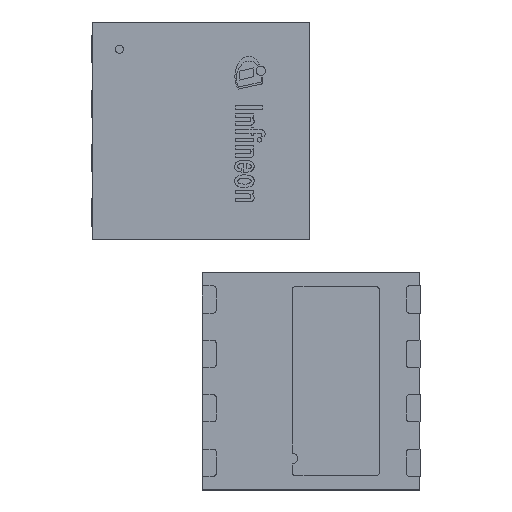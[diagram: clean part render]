
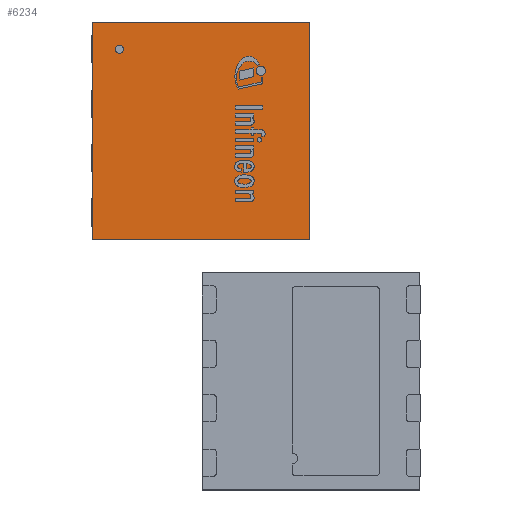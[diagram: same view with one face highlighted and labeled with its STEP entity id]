
A CAD part, top view. The second image highlights one B-rep face of the part: STEP entity #6234.
In plain terms, the highlighted planar face has unit normal (0, 0, 1).
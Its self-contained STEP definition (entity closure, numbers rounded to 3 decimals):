
#113=FACE_BOUND('',#849,.T.);
#262=CIRCLE('',#6708,0.15);
#458=FACE_OUTER_BOUND('',#848,.T.);
#848=EDGE_LOOP('',(#4450,#4451,#4452,#4453));
#849=EDGE_LOOP('',(#4454));
#1304=LINE('',#9073,#2020);
#1307=LINE('',#9079,#2023);
#1310=LINE('',#9085,#2026);
#1313=LINE('',#9089,#2029);
#2020=VECTOR('',#7433,1.);
#2023=VECTOR('',#7438,1.);
#2026=VECTOR('',#7443,1.);
#2029=VECTOR('',#7448,1.);
#2718=VERTEX_POINT('',#9062);
#2721=VERTEX_POINT('',#9070);
#2722=VERTEX_POINT('',#9072);
#2724=VERTEX_POINT('',#9078);
#2726=VERTEX_POINT('',#9084);
#3369=EDGE_CURVE('',#2718,#2718,#262,.T.);
#3372=EDGE_CURVE('',#2722,#2721,#1304,.T.);
#3375=EDGE_CURVE('',#2724,#2722,#1307,.T.);
#3378=EDGE_CURVE('',#2726,#2724,#1310,.T.);
#3381=EDGE_CURVE('',#2721,#2726,#1313,.T.);
#4450=ORIENTED_EDGE('',*,*,#3381,.T.);
#4451=ORIENTED_EDGE('',*,*,#3378,.T.);
#4452=ORIENTED_EDGE('',*,*,#3375,.T.);
#4453=ORIENTED_EDGE('',*,*,#3372,.T.);
#4454=ORIENTED_EDGE('',*,*,#3369,.T.);
#5906=PLANE('',#6715);
#6234=ADVANCED_FACE('',(#458,#113),#5906,.T.);
#6708=AXIS2_PLACEMENT_3D('',#9064,#7425,#7426);
#6715=AXIS2_PLACEMENT_3D('',#9091,#7451,#7452);
#7425=DIRECTION('center_axis',(0.,0.,-1.));
#7426=DIRECTION('ref_axis',(0.,1.,0.));
#7433=DIRECTION('',(0.,1.,0.));
#7438=DIRECTION('',(1.,0.,0.));
#7443=DIRECTION('',(0.,-1.,0.));
#7448=DIRECTION('',(-1.,0.,0.));
#7451=DIRECTION('center_axis',(0.,0.,1.));
#7452=DIRECTION('ref_axis',(0.,-1.,0.));
#9062=CARTESIAN_POINT('',(-2.99,2.85,1.35));
#9064=CARTESIAN_POINT('Origin',(-2.99,3.,1.35));
#9070=CARTESIAN_POINT('',(3.99,4.,1.35));
#9072=CARTESIAN_POINT('',(3.99,-4.,1.35));
#9073=CARTESIAN_POINT('',(3.99,4.,1.35));
#9078=CARTESIAN_POINT('',(-3.99,-4.,1.35));
#9079=CARTESIAN_POINT('',(3.99,-4.,1.35));
#9084=CARTESIAN_POINT('',(-3.99,4.,1.35));
#9085=CARTESIAN_POINT('',(-3.99,-4.,1.35));
#9089=CARTESIAN_POINT('',(-3.99,4.,1.35));
#9091=CARTESIAN_POINT('Origin',(0.,0.,
1.35));
